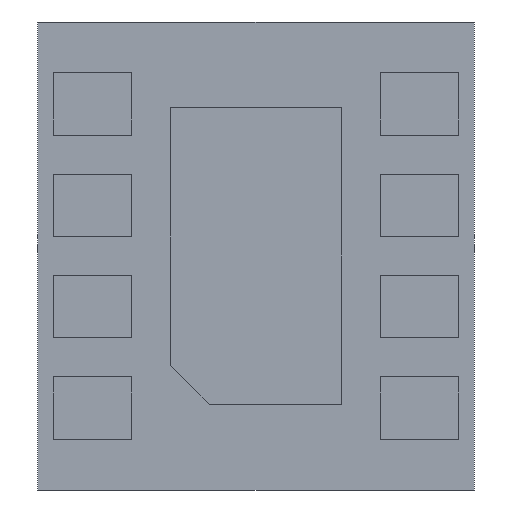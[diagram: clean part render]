
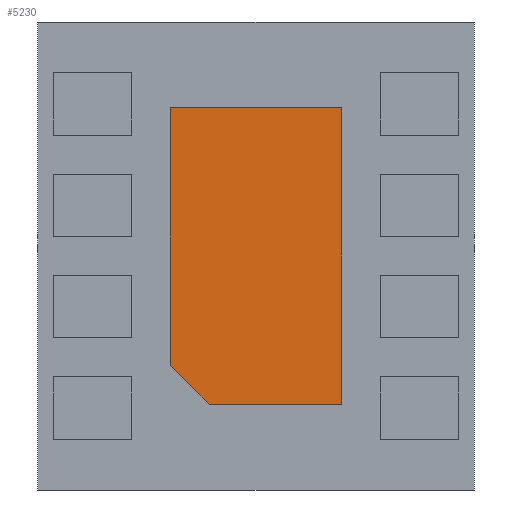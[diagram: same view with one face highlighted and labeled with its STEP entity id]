
A CAD part, front view. The second image highlights one B-rep face of the part: STEP entity #5230.
In plain terms, the highlighted planar face has unit normal (0, -1, 0).
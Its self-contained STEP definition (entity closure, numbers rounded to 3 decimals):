
#447 = VERTEX_POINT ( 'NONE', #3441 ) ;
#469 = CARTESIAN_POINT ( 'NONE',  ( 0.55, 0., 0.95 ) ) ;
#485 = ORIENTED_EDGE ( 'NONE', *, *, #1681, .T. ) ;
#622 = LINE ( 'NONE', #1742, #929 ) ;
#929 = VECTOR ( 'NONE', #4327, 1000. ) ;
#962 = DIRECTION ( 'NONE',  ( 0., 1., 0. ) ) ;
#1212 = ORIENTED_EDGE ( 'NONE', *, *, #5209, .T. ) ;
#1254 = VERTEX_POINT ( 'NONE', #1378 ) ;
#1378 = CARTESIAN_POINT ( 'NONE',  ( -0.55, 0., 0.95 ) ) ;
#1410 = CARTESIAN_POINT ( 'NONE',  ( -0.55, 0., 0.95 ) ) ;
#1681 = EDGE_CURVE ( 'NONE', #5850, #1254, #5879, .T. ) ;
#1690 = AXIS2_PLACEMENT_3D ( 'NONE', #1894, #962, #4232 ) ;
#1727 = CARTESIAN_POINT ( 'NONE',  ( -0.3, 0., -0.95 ) ) ;
#1742 = CARTESIAN_POINT ( 'NONE',  ( -0.55, 0., -0.7 ) ) ;
#1894 = CARTESIAN_POINT ( 'NONE',  ( 0., 0., 0. ) ) ;
#2066 = VERTEX_POINT ( 'NONE', #2907 ) ;
#2172 = DIRECTION ( 'NONE',  ( 1., 0., 0. ) ) ;
#2182 = ORIENTED_EDGE ( 'NONE', *, *, #5464, .T. ) ;
#2497 = VECTOR ( 'NONE', #5079, 1000. ) ;
#2519 = EDGE_CURVE ( 'NONE', #447, #5850, #3998, .T. ) ;
#2684 = LINE ( 'NONE', #1727, #4287 ) ;
#2809 = EDGE_LOOP ( 'NONE', ( #5244, #485, #2182, #1212, #3076 ) ) ;
#2811 = PLANE ( 'NONE',  #1690 ) ;
#2907 = CARTESIAN_POINT ( 'NONE',  ( -0.55, 0., -0.7 ) ) ;
#3052 = CARTESIAN_POINT ( 'NONE',  ( -0.3, 0., -0.95 ) ) ;
#3076 = ORIENTED_EDGE ( 'NONE', *, *, #5179, .T. ) ;
#3103 = CARTESIAN_POINT ( 'NONE',  ( 0.55, 0., -0.95 ) ) ;
#3441 = CARTESIAN_POINT ( 'NONE',  ( 0.55, 0., -0.95 ) ) ;
#3625 = DIRECTION ( 'NONE',  ( 0., 0., -1. ) ) ;
#3663 = CARTESIAN_POINT ( 'NONE',  ( -0.55, 0., -0.7 ) ) ;
#3787 = VERTEX_POINT ( 'NONE', #3052 ) ;
#3896 = VECTOR ( 'NONE', #3625, 1000. ) ;
#3998 = LINE ( 'NONE', #3103, #5198 ) ;
#4006 = DIRECTION ( 'NONE',  ( 0., 0., 1. ) ) ;
#4232 = DIRECTION ( 'NONE',  ( 0., 0., 1. ) ) ;
#4287 = VECTOR ( 'NONE', #2172, 1000. ) ;
#4327 = DIRECTION ( 'NONE',  ( 0.707, 0., -0.707 ) ) ;
#4815 = FACE_OUTER_BOUND ( 'NONE', #2809, .T. ) ;
#5079 = DIRECTION ( 'NONE',  ( -1., 0., 0. ) ) ;
#5178 = LINE ( 'NONE', #3663, #3896 ) ;
#5179 = EDGE_CURVE ( 'NONE', #3787, #447, #2684, .T. ) ;
#5198 = VECTOR ( 'NONE', #4006, 1000. ) ;
#5209 = EDGE_CURVE ( 'NONE', #2066, #3787, #622, .T. ) ;
#5230 = ADVANCED_FACE ( 'NONE', ( #4815 ), #2811, .F. ) ;
#5244 = ORIENTED_EDGE ( 'NONE', *, *, #2519, .T. ) ;
#5464 = EDGE_CURVE ( 'NONE', #1254, #2066, #5178, .T. ) ;
#5850 = VERTEX_POINT ( 'NONE', #469 ) ;
#5879 = LINE ( 'NONE', #1410, #2497 ) ;
